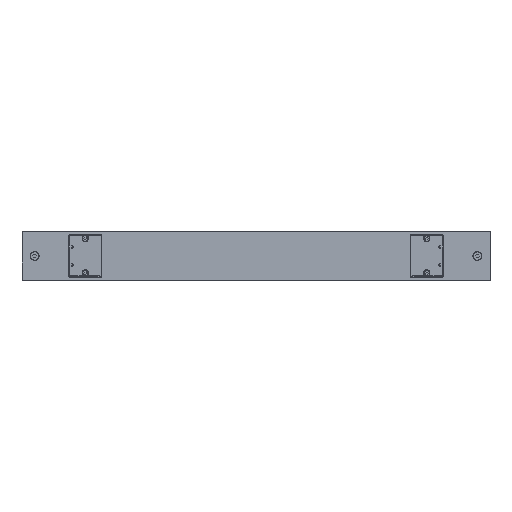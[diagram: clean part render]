
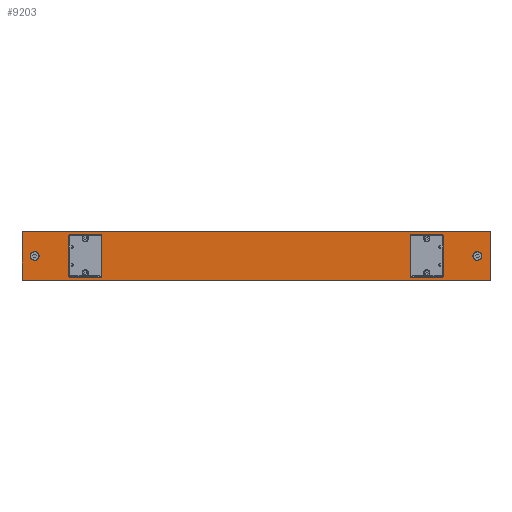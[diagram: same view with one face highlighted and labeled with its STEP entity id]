
A CAD part, top view. The second image highlights one B-rep face of the part: STEP entity #9203.
In plain terms, the highlighted planar face has unit normal (0, 0, 1).
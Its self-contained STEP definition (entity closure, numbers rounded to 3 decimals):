
#633=FACE_BOUND('',#1233,.T.);
#634=FACE_BOUND('',#1234,.T.);
#635=FACE_BOUND('',#1235,.T.);
#636=FACE_BOUND('',#1236,.T.);
#878=FACE_OUTER_BOUND('',#1232,.T.);
#1232=EDGE_LOOP('',(#6125,#6126,#6127,#6128));
#1233=EDGE_LOOP('',(#6129));
#1234=EDGE_LOOP('',(#6130));
#1235=EDGE_LOOP('',(#6131,#6132,#6133,#6134,#6135,#6136,#6137,#6138));
#1236=EDGE_LOOP('',(#6139,#6140,#6141,#6142,#6143,#6144,#6145,#6146));
#1823=CIRCLE('',#12433,0.281);
#1824=CIRCLE('',#12434,0.281);
#1825=CIRCLE('',#12435,0.118);
#1826=CIRCLE('',#12436,0.118);
#1827=CIRCLE('',#12437,0.118);
#1828=CIRCLE('',#12438,0.118);
#1829=CIRCLE('',#12439,0.118);
#1830=CIRCLE('',#12440,0.118);
#1831=CIRCLE('',#12441,0.118);
#1832=CIRCLE('',#12442,0.118);
#2139=VERTEX_POINT('',#15964);
#2140=VERTEX_POINT('',#15966);
#2141=VERTEX_POINT('',#15970);
#2142=VERTEX_POINT('',#15972);
#2143=VERTEX_POINT('',#15975);
#2144=VERTEX_POINT('',#15977);
#2145=VERTEX_POINT('',#15979);
#2146=VERTEX_POINT('',#15980);
#2147=VERTEX_POINT('',#15982);
#2148=VERTEX_POINT('',#15984);
#2149=VERTEX_POINT('',#15986);
#2150=VERTEX_POINT('',#15988);
#2151=VERTEX_POINT('',#15990);
#2152=VERTEX_POINT('',#15992);
#2153=VERTEX_POINT('',#15995);
#2154=VERTEX_POINT('',#15996);
#2155=VERTEX_POINT('',#15998);
#2156=VERTEX_POINT('',#16000);
#2157=VERTEX_POINT('',#16002);
#2158=VERTEX_POINT('',#16004);
#2159=VERTEX_POINT('',#16006);
#2160=VERTEX_POINT('',#16008);
#4024=EDGE_CURVE('',#2140,#2139,#9839,.T.);
#4026=EDGE_CURVE('',#2139,#2141,#9841,.T.);
#4027=EDGE_CURVE('',#2142,#2141,#9842,.T.);
#4028=EDGE_CURVE('',#2142,#2140,#9843,.T.);
#4029=EDGE_CURVE('',#2143,#2143,#1823,.T.);
#4030=EDGE_CURVE('',#2144,#2144,#1824,.T.);
#4031=EDGE_CURVE('',#2145,#2146,#9844,.T.);
#4032=EDGE_CURVE('',#2146,#2147,#1825,.T.);
#4033=EDGE_CURVE('',#2147,#2148,#9845,.T.);
#4034=EDGE_CURVE('',#2148,#2149,#1826,.T.);
#4035=EDGE_CURVE('',#2149,#2150,#9846,.T.);
#4036=EDGE_CURVE('',#2150,#2151,#1827,.T.);
#4037=EDGE_CURVE('',#2151,#2152,#9847,.T.);
#4038=EDGE_CURVE('',#2152,#2145,#1828,.T.);
#4039=EDGE_CURVE('',#2153,#2154,#9848,.T.);
#4040=EDGE_CURVE('',#2154,#2155,#1829,.T.);
#4041=EDGE_CURVE('',#2155,#2156,#9849,.T.);
#4042=EDGE_CURVE('',#2156,#2157,#1830,.T.);
#4043=EDGE_CURVE('',#2157,#2158,#9850,.T.);
#4044=EDGE_CURVE('',#2158,#2159,#1831,.T.);
#4045=EDGE_CURVE('',#2159,#2160,#9851,.T.);
#4046=EDGE_CURVE('',#2160,#2153,#1832,.T.);
#6125=ORIENTED_EDGE('',*,*,#4026,.T.);
#6126=ORIENTED_EDGE('',*,*,#4027,.F.);
#6127=ORIENTED_EDGE('',*,*,#4028,.T.);
#6128=ORIENTED_EDGE('',*,*,#4024,.T.);
#6129=ORIENTED_EDGE('',*,*,#4029,.T.);
#6130=ORIENTED_EDGE('',*,*,#4030,.T.);
#6131=ORIENTED_EDGE('',*,*,#4031,.T.);
#6132=ORIENTED_EDGE('',*,*,#4032,.T.);
#6133=ORIENTED_EDGE('',*,*,#4033,.T.);
#6134=ORIENTED_EDGE('',*,*,#4034,.T.);
#6135=ORIENTED_EDGE('',*,*,#4035,.T.);
#6136=ORIENTED_EDGE('',*,*,#4036,.T.);
#6137=ORIENTED_EDGE('',*,*,#4037,.T.);
#6138=ORIENTED_EDGE('',*,*,#4038,.T.);
#6139=ORIENTED_EDGE('',*,*,#4039,.T.);
#6140=ORIENTED_EDGE('',*,*,#4040,.T.);
#6141=ORIENTED_EDGE('',*,*,#4041,.T.);
#6142=ORIENTED_EDGE('',*,*,#4042,.T.);
#6143=ORIENTED_EDGE('',*,*,#4043,.T.);
#6144=ORIENTED_EDGE('',*,*,#4044,.T.);
#6145=ORIENTED_EDGE('',*,*,#4045,.T.);
#6146=ORIENTED_EDGE('',*,*,#4046,.T.);
#8596=PLANE('',#12432);
#9203=ADVANCED_FACE('',(#878,#633,#634,#635,#636),#8596,.T.);
#9839=LINE('',#15967,#11153);
#9841=LINE('',#15971,#11155);
#9842=LINE('',#15973,#11156);
#9843=LINE('',#15974,#11157);
#9844=LINE('',#15981,#11158);
#9845=LINE('',#15985,#11159);
#9846=LINE('',#15989,#11160);
#9847=LINE('',#15993,#11161);
#9848=LINE('',#15997,#11162);
#9849=LINE('',#16001,#11163);
#9850=LINE('',#16005,#11164);
#9851=LINE('',#16009,#11165);
#11153=VECTOR('',#13172,29.134);
#11155=VECTOR('',#13176,3.);
#11156=VECTOR('',#13177,29.134);
#11157=VECTOR('',#13178,3.);
#11158=VECTOR('',#13183,2.441);
#11159=VECTOR('',#13186,1.811);
#11160=VECTOR('',#13189,2.441);
#11161=VECTOR('',#13192,1.811);
#11162=VECTOR('',#13195,2.441);
#11163=VECTOR('',#13198,1.811);
#11164=VECTOR('',#13201,2.441);
#11165=VECTOR('',#13204,1.811);
#12432=AXIS2_PLACEMENT_3D('',#15969,#13174,#13175);
#12433=AXIS2_PLACEMENT_3D('',#15976,#13179,#13180);
#12434=AXIS2_PLACEMENT_3D('',#15978,#13181,#13182);
#12435=AXIS2_PLACEMENT_3D('',#15983,#13184,#13185);
#12436=AXIS2_PLACEMENT_3D('',#15987,#13187,#13188);
#12437=AXIS2_PLACEMENT_3D('',#15991,#13190,#13191);
#12438=AXIS2_PLACEMENT_3D('',#15994,#13193,#13194);
#12439=AXIS2_PLACEMENT_3D('',#15999,#13196,#13197);
#12440=AXIS2_PLACEMENT_3D('',#16003,#13199,#13200);
#12441=AXIS2_PLACEMENT_3D('',#16007,#13202,#13203);
#12442=AXIS2_PLACEMENT_3D('',#16010,#13205,#13206);
#13172=DIRECTION('',(-1.,0.,0.));
#13174=DIRECTION('center_axis',(0.,0.,
1.));
#13175=DIRECTION('ref_axis',(1.,0.,0.));
#13176=DIRECTION('',(0.,-1.,0.));
#13177=DIRECTION('',(-1.,0.,0.));
#13178=DIRECTION('',(0.,1.,0.));
#13179=DIRECTION('center_axis',(0.,0.,
-1.));
#13180=DIRECTION('ref_axis',(1.,0.,0.));
#13181=DIRECTION('center_axis',(0.,0.,
-1.));
#13182=DIRECTION('ref_axis',(1.,0.,0.));
#13183=DIRECTION('',(0.,1.,0.));
#13184=DIRECTION('center_axis',(0.,0.,
-1.));
#13185=DIRECTION('ref_axis',(0.,-1.,0.));
#13186=DIRECTION('',(1.,0.,0.));
#13187=DIRECTION('center_axis',(0.,0.,
-1.));
#13188=DIRECTION('ref_axis',(-1.,0.,0.));
#13189=DIRECTION('',(0.,-1.,0.));
#13190=DIRECTION('center_axis',(0.,0.,
-1.));
#13191=DIRECTION('ref_axis',(0.,1.,0.));
#13192=DIRECTION('',(-1.,0.,0.));
#13193=DIRECTION('center_axis',(0.,0.,
-1.));
#13194=DIRECTION('ref_axis',(1.,0.,0.));
#13195=DIRECTION('',(0.,1.,0.));
#13196=DIRECTION('center_axis',(0.,0.,
-1.));
#13197=DIRECTION('ref_axis',(0.,-1.,0.));
#13198=DIRECTION('',(1.,0.,0.));
#13199=DIRECTION('center_axis',(0.,0.,
-1.));
#13200=DIRECTION('ref_axis',(-1.,0.,0.));
#13201=DIRECTION('',(0.,-1.,0.));
#13202=DIRECTION('center_axis',(0.,0.,
-1.));
#13203=DIRECTION('ref_axis',(0.,1.,0.));
#13204=DIRECTION('',(-1.,0.,0.));
#13205=DIRECTION('center_axis',(0.,0.,
-1.));
#13206=DIRECTION('ref_axis',(1.,0.,0.));
#15964=CARTESIAN_POINT('',(-8.614,4.639,0.109));
#15966=CARTESIAN_POINT('',(20.52,4.639,0.109));
#15967=CARTESIAN_POINT('',(20.52,4.639,0.109));
#15969=CARTESIAN_POINT('Origin',(20.52,4.639,0.109));
#15970=CARTESIAN_POINT('',(-8.614,1.639,0.109));
#15971=CARTESIAN_POINT('',(-8.614,1.639,0.109));
#15972=CARTESIAN_POINT('',(20.52,1.639,0.109));
#15973=CARTESIAN_POINT('',(20.52,1.639,0.109));
#15974=CARTESIAN_POINT('',(20.52,1.639,0.109));
#15975=CARTESIAN_POINT('',(-7.545,3.139,0.109));
#15976=CARTESIAN_POINT('Origin',(-7.827,3.139,0.109));
#15977=CARTESIAN_POINT('',(20.014,3.139,0.109));
#15978=CARTESIAN_POINT('Origin',(19.732,3.139,0.109));
#15979=CARTESIAN_POINT('',(-5.701,1.919,0.109));
#15980=CARTESIAN_POINT('',(-5.701,4.36,0.109));
#15981=CARTESIAN_POINT('',(-5.701,4.5,0.109));
#15982=CARTESIAN_POINT('',(-5.583,4.478,0.109));
#15983=CARTESIAN_POINT('Origin',(-5.583,4.36,0.109));
#15984=CARTESIAN_POINT('',(-3.772,4.478,0.109));
#15985=CARTESIAN_POINT('',(8.374,4.478,0.109));
#15986=CARTESIAN_POINT('',(-3.654,4.36,0.109));
#15987=CARTESIAN_POINT('Origin',(-3.772,4.36,0.109));
#15988=CARTESIAN_POINT('',(-3.654,1.919,0.109));
#15989=CARTESIAN_POINT('',(-3.654,3.279,0.109));
#15990=CARTESIAN_POINT('',(-3.772,1.801,0.109));
#15991=CARTESIAN_POINT('Origin',(-3.772,1.919,0.109));
#15992=CARTESIAN_POINT('',(-5.583,1.801,0.109));
#15993=CARTESIAN_POINT('',(7.468,1.801,0.109));
#15994=CARTESIAN_POINT('Origin',(-5.583,1.919,0.109));
#15995=CARTESIAN_POINT('',(15.559,1.919,0.109));
#15996=CARTESIAN_POINT('',(15.559,4.36,0.109));
#15997=CARTESIAN_POINT('',(15.559,4.5,0.109));
#15998=CARTESIAN_POINT('',(15.677,4.478,0.109));
#15999=CARTESIAN_POINT('Origin',(15.677,4.36,0.109));
#16000=CARTESIAN_POINT('',(17.488,4.478,0.109));
#16001=CARTESIAN_POINT('',(19.004,4.478,0.109));
#16002=CARTESIAN_POINT('',(17.606,4.36,0.109));
#16003=CARTESIAN_POINT('Origin',(17.488,4.36,0.109));
#16004=CARTESIAN_POINT('',(17.606,1.919,0.109));
#16005=CARTESIAN_POINT('',(17.606,3.279,0.109));
#16006=CARTESIAN_POINT('',(17.488,1.801,0.109));
#16007=CARTESIAN_POINT('Origin',(17.488,1.919,0.109));
#16008=CARTESIAN_POINT('',(15.677,1.801,0.109));
#16009=CARTESIAN_POINT('',(18.098,1.801,0.109));
#16010=CARTESIAN_POINT('Origin',(15.677,1.919,0.109));
